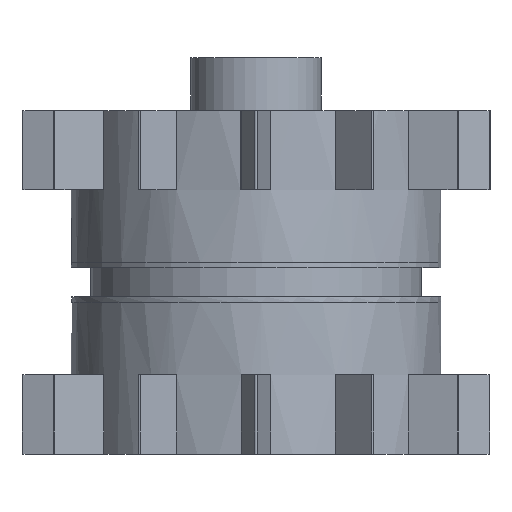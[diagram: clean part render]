
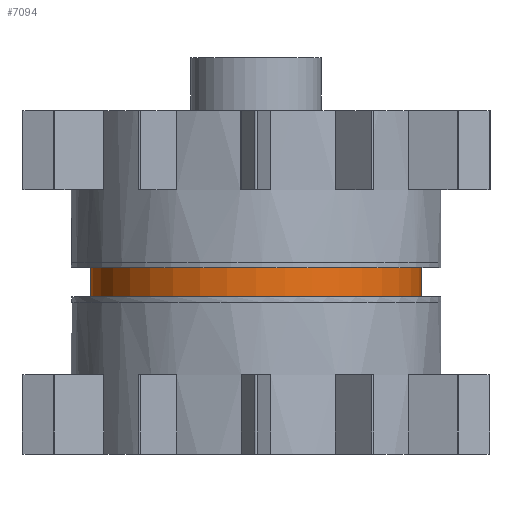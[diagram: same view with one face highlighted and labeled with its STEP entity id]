
A CAD part, front view. The second image highlights one B-rep face of the part: STEP entity #7094.
In plain terms, the highlighted cylindrical face has radius 12.5 mm (diameter 25 mm), a full revolution.
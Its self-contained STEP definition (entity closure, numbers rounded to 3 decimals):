
#4718=CARTESIAN_POINT('',(0.,12.5,11.9));
#4719=VERTEX_POINT('',#4718);
#4720=CARTESIAN_POINT('',(0.,0.,11.9));
#4721=DIRECTION('',(0.,-0.,1.));
#4722=DIRECTION('',(0.,1.,0.));
#4723=AXIS2_PLACEMENT_3D('',#4720,#4721,#4722);
#4724=CIRCLE('',#4723,12.5);
#4725=EDGE_CURVE('',#4719,#4719,#4724,.T.);
#7066=CARTESIAN_POINT('',(0.,12.5,14.1));
#7067=VERTEX_POINT('',#7066);
#7068=CARTESIAN_POINT('',(0.,0.,14.1));
#7069=DIRECTION('',(-0.,0.,-1.));
#7070=DIRECTION('',(0.,1.,0.));
#7071=AXIS2_PLACEMENT_3D('',#7068,#7069,#7070);
#7072=CIRCLE('',#7071,12.5);
#7073=EDGE_CURVE('',#7067,#7067,#7072,.T.);
#7078=CARTESIAN_POINT('',(0.,0.,11.5));
#7079=DIRECTION('',(0.,-0.,1.));
#7080=DIRECTION('',(0.,1.,0.));
#7081=AXIS2_PLACEMENT_3D('',#7078,#7079,#7080);
#7082=CYLINDRICAL_SURFACE('',#7081,12.5);
#7083=CARTESIAN_POINT('',(0.,12.5,14.1));
#7084=DIRECTION('',(-0.,-0.,-1.));
#7085=VECTOR('',#7084,2.2);
#7086=LINE('',#7083,#7085);
#7087=EDGE_CURVE('',#7067,#4719,#7086,.T.);
#7088=ORIENTED_EDGE('',*,*,#7087,.T.);
#7089=ORIENTED_EDGE('',*,*,#4725,.T.);
#7090=ORIENTED_EDGE('',*,*,#7087,.F.);
#7091=ORIENTED_EDGE('',*,*,#7073,.T.);
#7092=EDGE_LOOP('',(#7088,#7089,#7090,#7091));
#7093=FACE_BOUND('',#7092,.T.);
#7094=ADVANCED_FACE('',(#7093),#7082,.T.);
